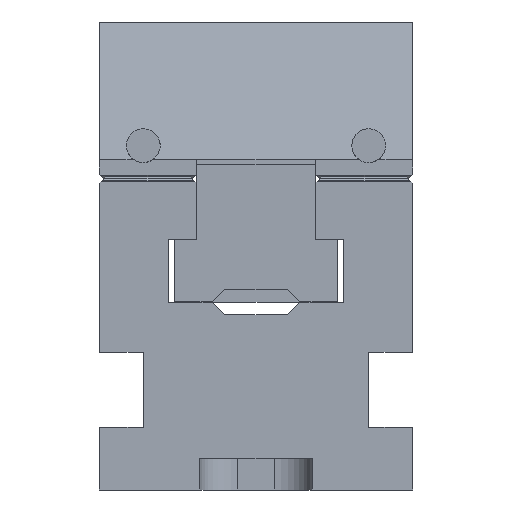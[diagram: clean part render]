
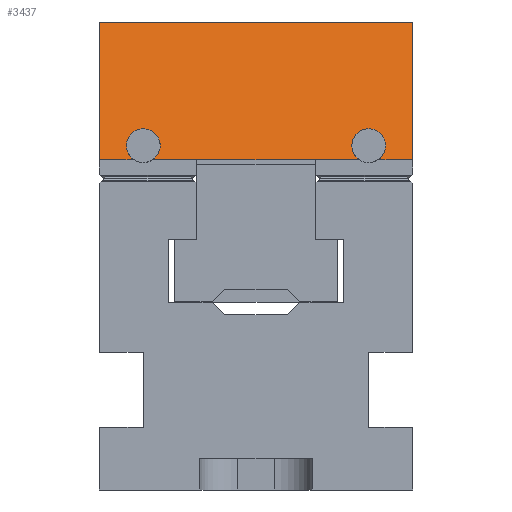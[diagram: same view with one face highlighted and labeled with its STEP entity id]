
A CAD part, front view. The second image highlights one B-rep face of the part: STEP entity #3437.
In plain terms, the highlighted face is planar.
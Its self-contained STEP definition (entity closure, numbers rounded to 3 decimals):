
#3437 = ADVANCED_FACE( '', ( #8845 ), #8846, .T. );
#8845 = FACE_OUTER_BOUND( '', #16384, .T. );
#8846 = PLANE( '', #16385 );
#16384 = EDGE_LOOP( '', ( #26678, #26679, #26680, #26681, #26682, #26683, #26684, #26685, #26686, #26687, #26688, #26689 ) );
#16385 = AXIS2_PLACEMENT_3D( '', #26690, #26691, #26692 );
#26678 = ORIENTED_EDGE( '', *, *, #49449, .F. );
#26679 = ORIENTED_EDGE( '', *, *, #49450, .T. );
#26680 = ORIENTED_EDGE( '', *, *, #49451, .F. );
#26681 = ORIENTED_EDGE( '', *, *, #49452, .T. );
#26682 = ORIENTED_EDGE( '', *, *, #49453, .F. );
#26683 = ORIENTED_EDGE( '', *, *, #49454, .F. );
#26684 = ORIENTED_EDGE( '', *, *, #49455, .T. );
#26685 = ORIENTED_EDGE( '', *, *, #49456, .T. );
#26686 = ORIENTED_EDGE( '', *, *, #49457, .F. );
#26687 = ORIENTED_EDGE( '', *, *, #49458, .T. );
#26688 = ORIENTED_EDGE( '', *, *, #49459, .F. );
#26689 = ORIENTED_EDGE( '', *, *, #49460, .F. );
#26690 = CARTESIAN_POINT( '', ( 25., 11.85, 12.5 ) );
#26691 = DIRECTION( '', ( 0., 0.966, 0.259 ) );
#26692 = DIRECTION( '', ( 0., -0.259, 0.966 ) );
#49449 = EDGE_CURVE( '', #61122, #61123, #61124, .T. );
#49450 = EDGE_CURVE( '', #61122, #61125, #61126, .T. );
#49451 = EDGE_CURVE( '', #61127, #61125, #61128, .T. );
#49452 = EDGE_CURVE( '', #61127, #61129, #61130, .T. );
#49453 = EDGE_CURVE( '', #61131, #61129, #61132, .T. );
#49454 = EDGE_CURVE( '', #61133, #61131, #61134, .T. );
#49455 = EDGE_CURVE( '', #61133, #61135, #61136, .T. );
#49456 = EDGE_CURVE( '', #61135, #61137, #61138, .T. );
#49457 = EDGE_CURVE( '', #61139, #61137, #61140, .T. );
#49458 = EDGE_CURVE( '', #61139, #61141, #61142, .T. );
#49459 = EDGE_CURVE( '', #61143, #61141, #61144, .T. );
#49460 = EDGE_CURVE( '', #61123, #61143, #61145, .T. );
#61122 = VERTEX_POINT( '', #77754 );
#61123 = VERTEX_POINT( '', #77755 );
#61124 = LINE( '', #77756, #77757 );
#61125 = VERTEX_POINT( '', #77758 );
#61126 = LINE( '', #77759, #77760 );
#61127 = VERTEX_POINT( '', #77761 );
#61128 = ELLIPSE( '', #77762, 2.795, 2.7 );
#61129 = VERTEX_POINT( '', #77763 );
#61130 = LINE( '', #77764, #77765 );
#61131 = VERTEX_POINT( '', #77766 );
#61132 = LINE( '', #77767, #77768 );
#61133 = VERTEX_POINT( '', #77769 );
#61134 = LINE( '', #77770, #77771 );
#61135 = VERTEX_POINT( '', #77772 );
#61136 = LINE( '', #77773, #77774 );
#61137 = VERTEX_POINT( '', #77775 );
#61138 = LINE( '', #77776, #77777 );
#61139 = VERTEX_POINT( '', #77778 );
#61140 = ELLIPSE( '', #77779, 2.795, 2.7 );
#61141 = VERTEX_POINT( '', #77780 );
#61142 = LINE( '', #77781, #77782 );
#61143 = VERTEX_POINT( '', #77783 );
#61144 = LINE( '', #77784, #77785 );
#61145 = LINE( '', #77786, #77787 );
#77754 = CARTESIAN_POINT( '', ( -9.5, 17.75, -9.519 ) );
#77755 = CARTESIAN_POINT( '', ( -9.5, 17.745, -9.5 ) );
#77756 = CARTESIAN_POINT( '', ( -9.5, 11.85, 12.5 ) );
#77757 = VECTOR( '', #94676, 1000. );
#77758 = CARTESIAN_POINT( '', ( -16.537, 17.75, -9.519 ) );
#77759 = CARTESIAN_POINT( '', ( 25., 17.75, -9.519 ) );
#77760 = VECTOR( '', #94677, 1000. );
#77761 = CARTESIAN_POINT( '', ( -19.463, 17.75, -9.519 ) );
#77762 = AXIS2_PLACEMENT_3D( '', #94678, #94679, #94680 );
#77763 = CARTESIAN_POINT( '', ( -25., 17.75, -9.519 ) );
#77764 = CARTESIAN_POINT( '', ( 25., 17.75, -9.519 ) );
#77765 = VECTOR( '', #94681, 1000. );
#77766 = CARTESIAN_POINT( '', ( -25., 11.85, 12.5 ) );
#77767 = CARTESIAN_POINT( '', ( -25., 11.85, 12.5 ) );
#77768 = VECTOR( '', #94682, 1000. );
#77769 = CARTESIAN_POINT( '', ( 25., 11.85, 12.5 ) );
#77770 = CARTESIAN_POINT( '', ( 25., 11.85, 12.5 ) );
#77771 = VECTOR( '', #94683, 1000. );
#77772 = CARTESIAN_POINT( '', ( 25., 17.75, -9.519 ) );
#77773 = CARTESIAN_POINT( '', ( 25., 11.85, 12.5 ) );
#77774 = VECTOR( '', #94684, 1000. );
#77775 = CARTESIAN_POINT( '', ( 19.463, 17.75, -9.519 ) );
#77776 = CARTESIAN_POINT( '', ( 25., 17.75, -9.519 ) );
#77777 = VECTOR( '', #94685, 1000. );
#77778 = CARTESIAN_POINT( '', ( 16.537, 17.75, -9.519 ) );
#77779 = AXIS2_PLACEMENT_3D( '', #94686, #94687, #94688 );
#77780 = CARTESIAN_POINT( '', ( 9.5, 17.75, -9.519 ) );
#77781 = CARTESIAN_POINT( '', ( 25., 17.75, -9.519 ) );
#77782 = VECTOR( '', #94689, 1000. );
#77783 = CARTESIAN_POINT( '', ( 9.5, 17.745, -9.5 ) );
#77784 = CARTESIAN_POINT( '', ( 9.5, 11.85, 12.5 ) );
#77785 = VECTOR( '', #94690, 1000. );
#77786 = CARTESIAN_POINT( '', ( 25., 17.745, -9.5 ) );
#77787 = VECTOR( '', #94691, 1000. );
#94676 = DIRECTION( '', ( 0., -0.259, 0.966 ) );
#94677 = DIRECTION( '', ( -1., 0., 0. ) );
#94678 = CARTESIAN_POINT( '', ( -18., 17.142, -7.25 ) );
#94679 = DIRECTION( '', ( 0., 0.966, 0.259 ) );
#94680 = DIRECTION( '', ( 0., 0.259, -0.966 ) );
#94681 = DIRECTION( '', ( -1., 0., 0. ) );
#94682 = DIRECTION( '', ( 0., 0.259, -0.966 ) );
#94683 = DIRECTION( '', ( -1., 0., 0. ) );
#94684 = DIRECTION( '', ( 0., 0.259, -0.966 ) );
#94685 = DIRECTION( '', ( -1., 0., 0. ) );
#94686 = CARTESIAN_POINT( '', ( 18., 17.142, -7.25 ) );
#94687 = DIRECTION( '', ( 0., 0.966, 0.259 ) );
#94688 = DIRECTION( '', ( 0., 0.259, -0.966 ) );
#94689 = DIRECTION( '', ( -1., 0., 0. ) );
#94690 = DIRECTION( '', ( 0., 0.259, -0.966 ) );
#94691 = DIRECTION( '', ( 1., 0., 0. ) );
